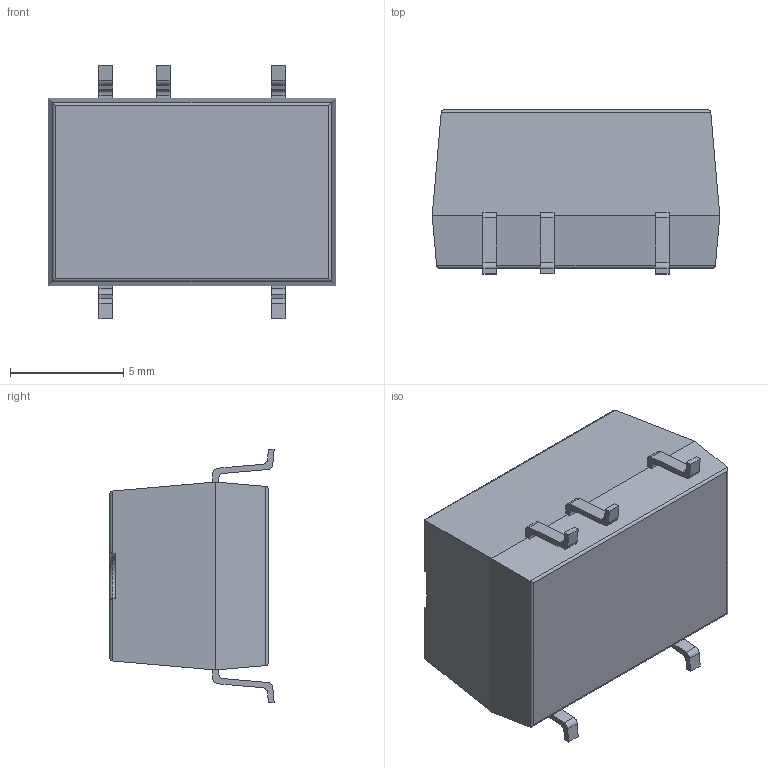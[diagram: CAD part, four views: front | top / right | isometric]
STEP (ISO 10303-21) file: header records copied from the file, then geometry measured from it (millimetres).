
FILE_DESCRIPTION(/* description */ (''),/* implementation_level */ '2;1');
FILE_NAME(/* name */ 'PDS1-S-M -.stp',/* time_stamp */ '2020-07-09T16:22:55+02:00',/* author */ ('sawaiz'),/* organization */ (''),/* preprocessor_version */ 'ST-DEVELOPER v18.1',/* originating_system */ 'Autodesk Inventor 2020',/* authorisation */ '');
FILE_SCHEMA (('AUTOMOTIVE_DESIGN { 1 0 10303 214 3 1 1 }'));
Length unit declared in the file: millimetre
Products named in the file (1): PDS1-S5-D5-M
Bounding box: 12.7 x 7.25 x 11.2 mm (x, y, z)
Volume: 690.4 mm3; surface area: 501.7 mm2
Topology: 6 solids, 6 shells, 105 faces, 263 edges, 172 vertices
Faces by surface type: plane 70, cylinder 34, torus 1
Full cylindrical faces by diameter (mm): 1 x2
Entity records: 3167 total; most frequent: CARTESIAN_POINT 541, DIRECTION 540, ORIENTED_EDGE 526, EDGE_CURVE 263, LINE 198, VECTOR 198, VERTEX_POINT 172, AXIS2_PLACEMENT_3D 171
